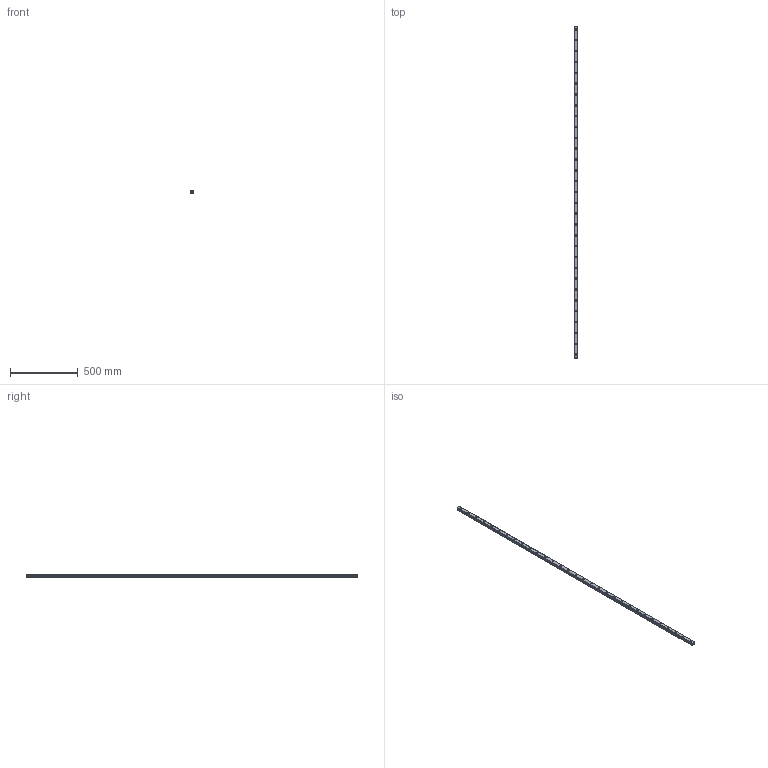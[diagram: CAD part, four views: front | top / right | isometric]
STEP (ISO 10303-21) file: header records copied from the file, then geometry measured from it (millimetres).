
FILE_DESCRIPTION(('STEP AP214'),'1');
FILE_NAME('cctmp_19562935-506F-491B-8D81-3C431189453E_2021_02_10_12_55_58_0654..stp','2021-02-10T11:55:58',('HIWIN GmbH'),('CADClick - www.CADClick.com'),'Spatial InterOp 3D',' ','unknown authorization');
FILE_SCHEMA(('AUTOMOTIVE_DESIGN'));
Length unit declared in the file: millimetre
Products named in the file (1): EGR30R2450C_FILE
Bounding box: 28 x 2450 x 23 mm (x, y, z)
Volume: 1369247.9 mm3; surface area: 275529.2 mm2
Topology: 1 solids, 1 shells, 382 faces, 849 edges, 566 vertices
Faces by surface type: cylinder 204, plane 178
Entity records: 13821 total; most frequent: DIRECTION 2023, CARTESIAN_POINT 1798, ORIENTED_EDGE 1698, EDGE_CURVE 849, AXIS2_PLACEMENT_3D 791, VERTEX_POINT 566, EDGE_LOOP 479, LINE 441
